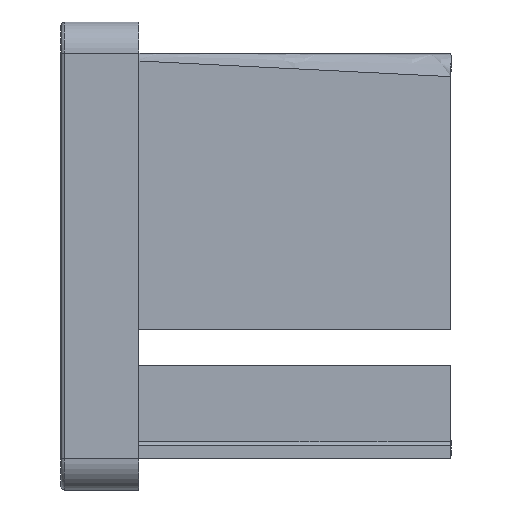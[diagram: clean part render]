
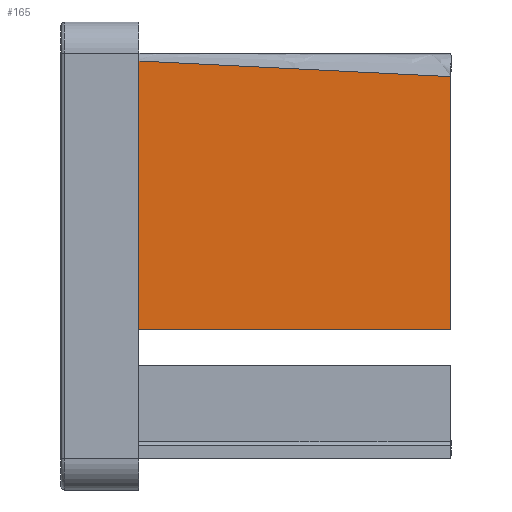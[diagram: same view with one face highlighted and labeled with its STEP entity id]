
A CAD part, left-side view. The second image highlights one B-rep face of the part: STEP entity #165.
In plain terms, the highlighted planar face has unit normal (-1, 0, 0).
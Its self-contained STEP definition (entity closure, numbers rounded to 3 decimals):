
#39 = EDGE_CURVE ( 'NONE', #1117, #366, #125, .T. ) ;
#45 = AXIS2_PLACEMENT_3D ( 'NONE', #707, #144, #379 ) ;
#55 = ORIENTED_EDGE ( 'NONE', *, *, #101, .T. ) ;
#101 = EDGE_CURVE ( 'NONE', #670, #1117, #783, .T. ) ;
#125 = B_SPLINE_CURVE_WITH_KNOTS ( 'NONE', 3,
 ( #228, #1138, #312, #1004 ),
 .UNSPECIFIED., .F., .F.,
 ( 4, 4 ),
 ( 0., 0.02 ),
 .UNSPECIFIED. ) ;
#144 = DIRECTION ( 'NONE',  ( 1., 0., 0. ) ) ;
#165 = ADVANCED_FACE ( 'NONE', ( #1296 ), #250, .F. ) ;
#188 = ORIENTED_EDGE ( 'NONE', *, *, #845, .F. ) ;
#192 = CARTESIAN_POINT ( 'NONE',  ( -23., 20., 12.5 ) ) ;
#228 = CARTESIAN_POINT ( 'NONE',  ( -23., 0., 11.5 ) ) ;
#250 = PLANE ( 'NONE',  #45 ) ;
#312 = CARTESIAN_POINT ( 'NONE',  ( -23., 13.333, 12.5 ) ) ;
#358 = CARTESIAN_POINT ( 'NONE',  ( -23., 0., -4.72 ) ) ;
#366 = VERTEX_POINT ( 'NONE', #192 ) ;
#379 = DIRECTION ( 'NONE',  ( 0., 0., -1. ) ) ;
#446 = ORIENTED_EDGE ( 'NONE', *, *, #726, .F. ) ;
#452 = DIRECTION ( 'NONE',  ( 0., 0., 1. ) ) ;
#600 = LINE ( 'NONE', #1078, #974 ) ;
#670 = VERTEX_POINT ( 'NONE', #358 ) ;
#675 = CARTESIAN_POINT ( 'NONE',  ( -23., 0., -13. ) ) ;
#707 = CARTESIAN_POINT ( 'NONE',  ( -23., 20., -13. ) ) ;
#726 = EDGE_CURVE ( 'NONE', #906, #366, #898, .T. ) ;
#783 = LINE ( 'NONE', #675, #1371 ) ;
#809 = DIRECTION ( 'NONE',  ( 0., 0., 1. ) ) ;
#817 = CARTESIAN_POINT ( 'NONE',  ( -23., 20., -4.72 ) ) ;
#845 = EDGE_CURVE ( 'NONE', #670, #906, #600, .T. ) ;
#898 = LINE ( 'NONE', #921, #954 ) ;
#906 = VERTEX_POINT ( 'NONE', #817 ) ;
#921 = CARTESIAN_POINT ( 'NONE',  ( -23., 20., -13. ) ) ;
#954 = VECTOR ( 'NONE', #809, 1000. ) ;
#968 = EDGE_LOOP ( 'NONE', ( #188, #55, #1485, #446 ) ) ;
#974 = VECTOR ( 'NONE', #1196, 1000. ) ;
#1004 = CARTESIAN_POINT ( 'NONE',  ( -23., 20., 12.5 ) ) ;
#1078 = CARTESIAN_POINT ( 'NONE',  ( -23., 20., -4.72 ) ) ;
#1117 = VERTEX_POINT ( 'NONE', #1137 ) ;
#1137 = CARTESIAN_POINT ( 'NONE',  ( -23., 0., 11.5 ) ) ;
#1138 = CARTESIAN_POINT ( 'NONE',  ( -23., 6.667, 11.5 ) ) ;
#1196 = DIRECTION ( 'NONE',  ( 0., 1., 0. ) ) ;
#1296 = FACE_OUTER_BOUND ( 'NONE', #968, .T. ) ;
#1371 = VECTOR ( 'NONE', #452, 1000. ) ;
#1485 = ORIENTED_EDGE ( 'NONE', *, *, #39, .T. ) ;
